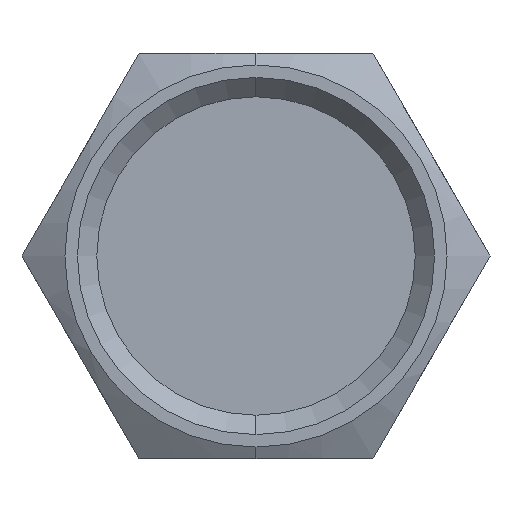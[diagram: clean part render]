
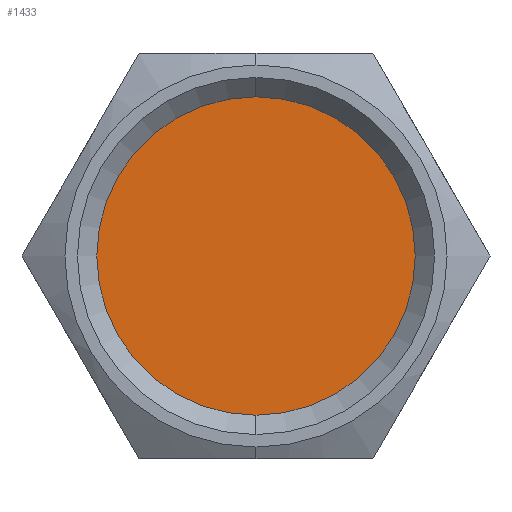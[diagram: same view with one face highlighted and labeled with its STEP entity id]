
A CAD part, front view. The second image highlights one B-rep face of the part: STEP entity #1433.
In plain terms, the highlighted planar face has unit normal (0, -1, 0).
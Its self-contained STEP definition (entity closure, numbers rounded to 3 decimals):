
#251 = CARTESIAN_POINT ( 'NONE',  ( 0., 12., 0. ) ) ;
#254 = DIRECTION ( 'NONE',  ( 0., 0., 1. ) ) ;
#255 = DIRECTION ( 'NONE',  ( 0., 1., 0. ) ) ;
#256 = AXIS2_PLACEMENT_3D ( 'NONE', #251, #255, #254 ) ;
#257 = CIRCLE ( 'NONE', #256, 8.25 ) ;
#795 = DIRECTION ( 'NONE',  ( 0., 0., 1. ) ) ;
#796 = DIRECTION ( 'NONE',  ( 0., 1., 0. ) ) ;
#797 = CARTESIAN_POINT ( 'NONE',  ( 0., 12., 0. ) ) ;
#798 = AXIS2_PLACEMENT_3D ( 'NONE', #797, #796, #795 ) ;
#799 = PLANE ( 'NONE',  #798 ) ;
#800 = FACE_OUTER_BOUND ( 'NONE', #1564, .T. ) ;
#1102 = EDGE_CURVE ( 'NONE', #1110, #1103, #1714, .T. ) ;
#1103 = VERTEX_POINT ( 'NONE', #1709 ) ;
#1110 = VERTEX_POINT ( 'NONE', #1677 ) ;
#1433 = ADVANCED_FACE ( 'NONE', ( #800 ), #799, .F. ) ;
#1473 = ORIENTED_EDGE ( 'NONE', *, *, #1102, .F. ) ;
#1563 = EDGE_CURVE ( 'NONE', #1103, #1110, #257, .T. ) ;
#1564 = EDGE_LOOP ( 'NONE', ( #1747, #1473 ) ) ;
#1677 = CARTESIAN_POINT ( 'NONE',  ( 0., 12., -8.25 ) ) ;
#1709 = CARTESIAN_POINT ( 'NONE',  ( 0., 12., 8.25 ) ) ;
#1710 = DIRECTION ( 'NONE',  ( 0., 0., 1. ) ) ;
#1711 = DIRECTION ( 'NONE',  ( 0., 1., 0. ) ) ;
#1712 = CARTESIAN_POINT ( 'NONE',  ( 0., 12., 0. ) ) ;
#1713 = AXIS2_PLACEMENT_3D ( 'NONE', #1712, #1711, #1710 ) ;
#1714 = CIRCLE ( 'NONE', #1713, 8.25 ) ;
#1747 = ORIENTED_EDGE ( 'NONE', *, *, #1563, .F. ) ;
